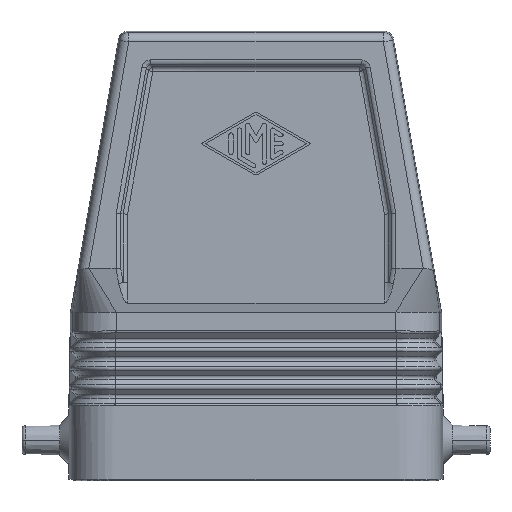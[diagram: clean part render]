
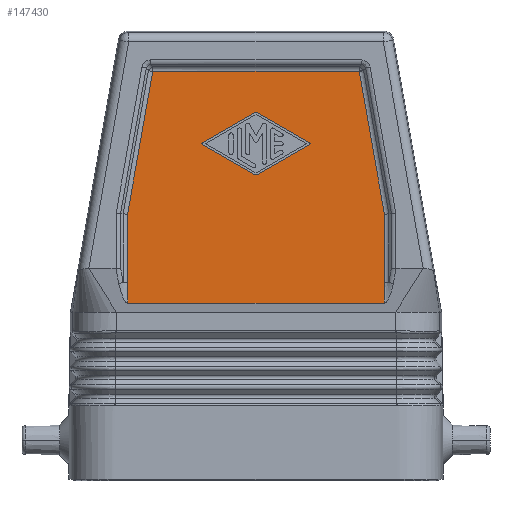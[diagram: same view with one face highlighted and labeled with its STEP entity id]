
A CAD part, front view. The second image highlights one B-rep face of the part: STEP entity #147430.
In plain terms, the highlighted face is planar.
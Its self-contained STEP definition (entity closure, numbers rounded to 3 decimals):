
#730=CARTESIAN_POINT('',(27.874,70.896,
31.792));
#740=VERTEX_POINT('',#730);
#770=CARTESIAN_POINT('',(27.874,70.896,
28.452));
#780=CARTESIAN_POINT('',(27.874,70.896,
29.009));
#790=CARTESIAN_POINT('',(27.874,70.896,
29.566));
#800=CARTESIAN_POINT('',(27.874,70.896,
30.122));
#810=CARTESIAN_POINT('',(27.874,70.896,
30.679));
#820=CARTESIAN_POINT('',(27.874,70.896,
31.235));
#830=CARTESIAN_POINT('',(27.874,70.896,
31.792));
#840=B_SPLINE_CURVE_WITH_KNOTS('',6,(#770,#780,#790,#800,#810,#820,#830)
,.UNSPECIFIED.,.F.,.F.,(7,7),(0.,1.),.UNSPECIFIED.);
#850=CARTESIAN_POINT('',(27.874,70.896,
28.452));
#860=VERTEX_POINT('',#850);
#870=EDGE_CURVE('',#860,#740,#840,.T.);
#35120=CARTESIAN_POINT('',(27.874,58.892,
54.145));
#35130=VERTEX_POINT('',#35120);
#35310=CARTESIAN_POINT('',(27.874,58.892,
53.855));
#35320=VERTEX_POINT('',#35310);
#35350=CARTESIAN_POINT('',(27.874,58.809,54.));
#35360=DIRECTION('',(-1.,0.,0.));
#35370=DIRECTION('',(0.,-1.,0.));
#35380=AXIS2_PLACEMENT_3D('',#35350,#35360,#35370);
#35390=CIRCLE('',#35380,0.167);
#35400=EDGE_CURVE('',#35130,#35320,#35390,.T.);
#50240=CARTESIAN_POINT('',(27.874,41.728,
53.855));
#50250=VERTEX_POINT('',#50240);
#50430=CARTESIAN_POINT('',(27.874,41.728,
54.145));
#50440=VERTEX_POINT('',#50430);
#50470=CARTESIAN_POINT('',(27.874,41.811,54.));
#50480=DIRECTION('',(-1.,0.,0.));
#50490=DIRECTION('',(0.,-1.,0.));
#50500=AXIS2_PLACEMENT_3D('',#50470,#50480,#50490);
#50510=CIRCLE('',#50500,0.167);
#50520=EDGE_CURVE('',#50250,#50440,#50510,.T.);
#56500=CARTESIAN_POINT('',(27.874,50.145,
49.044));
#56510=VERTEX_POINT('',#56500);
#56560=CARTESIAN_POINT('',(27.874,0.,77.707));
#56570=DIRECTION('',(0.,0.868,-0.496));
#56580=VECTOR('',#56570,1.);
#56590=LINE('',#56560,#56580);
#56600=EDGE_CURVE('',#50250,#56510,#56590,.T.);
#57220=CARTESIAN_POINT('',(27.874,50.475,
58.956));
#57230=VERTEX_POINT('',#57220);
#57280=CARTESIAN_POINT('',(27.874,0.,87.807));
#57290=DIRECTION('',(0.,-0.868,0.496));
#57300=VECTOR('',#57290,1.);
#57310=LINE('',#57280,#57300);
#57320=EDGE_CURVE('',#35130,#57230,#57310,.T.);
#61040=CARTESIAN_POINT('',(27.874,50.145,
58.956));
#61050=VERTEX_POINT('',#61040);
#61100=CARTESIAN_POINT('',(27.874,50.31,58.666));
#61110=DIRECTION('',(-1.,0.,0.));
#61120=DIRECTION('',(0.,-1.,0.));
#61130=AXIS2_PLACEMENT_3D('',#61100,#61110,#61120);
#61140=CIRCLE('',#61130,0.333);
#61150=EDGE_CURVE('',#61050,#57230,#61140,.T.);
#74640=CARTESIAN_POINT('',(27.874,0.,28.452));
#74650=DIRECTION('',(0.,1.,0.));
#74660=VECTOR('',#74650,1.);
#74670=LINE('',#74640,#74660);
#74680=CARTESIAN_POINT('',(27.874,29.724,
28.452));
#74690=VERTEX_POINT('',#74680);
#74700=EDGE_CURVE('',#74690,#860,#74670,.T.);
#79770=CARTESIAN_POINT('',(27.874,33.759,
65.586));
#79780=VERTEX_POINT('',#79770);
#79940=CARTESIAN_POINT('',(27.874,29.724,
42.701));
#79950=VERTEX_POINT('',#79940);
#79980=CARTESIAN_POINT('',(27.874,24.311,12.));
#79990=DIRECTION('',(0.,0.174,0.985));
#80000=VECTOR('',#79990,1.);
#80010=LINE('',#79980,#80000);
#80020=EDGE_CURVE('',#79950,#79780,#80010,.T.);
#80670=CARTESIAN_POINT('',(27.874,29.724,
31.792));
#80680=VERTEX_POINT('',#80670);
#80710=CARTESIAN_POINT('',(27.874,29.724,12.));
#80720=DIRECTION('',(0.,0.,1.));
#80730=VECTOR('',#80720,1.);
#80740=LINE('',#80710,#80730);
#80750=EDGE_CURVE('',#80680,#79950,#80740,.T.);
#91480=CARTESIAN_POINT('',(27.874,0.,30.293));
#91490=DIRECTION('',(0.,-0.868,-0.496));
#91500=VECTOR('',#91490,1.);
#91510=LINE('',#91480,#91500);
#91520=EDGE_CURVE('',#61050,#50440,#91510,.T.);
#110460=CARTESIAN_POINT('',(27.874,50.475,
49.044));
#110470=VERTEX_POINT('',#110460);
#110520=CARTESIAN_POINT('',(27.874,50.31,49.334));
#110530=DIRECTION('',(-1.,0.,0.));
#110540=DIRECTION('',(0.,-1.,0.));
#110550=AXIS2_PLACEMENT_3D('',#110520,#110530,#110540);
#110560=CIRCLE('',#110550,0.333);
#110570=EDGE_CURVE('',#110470,#56510,#110560,.T.);
#112370=CARTESIAN_POINT('',(27.874,66.861,
65.586));
#112380=VERTEX_POINT('',#112370);
#112500=CARTESIAN_POINT('',(27.874,0.,65.586));
#112510=DIRECTION('',(0.,-1.,0.));
#112520=VECTOR('',#112510,1.);
#112530=LINE('',#112500,#112520);
#112540=EDGE_CURVE('',#112380,#79780,#112530,.T.);
#124630=CARTESIAN_POINT('',(27.874,29.724,
31.792));
#124640=CARTESIAN_POINT('',(27.874,29.724,
31.235));
#124650=CARTESIAN_POINT('',(27.874,29.724,
30.679));
#124660=CARTESIAN_POINT('',(27.874,29.724,
30.122));
#124670=CARTESIAN_POINT('',(27.874,29.724,
29.566));
#124680=CARTESIAN_POINT('',(27.874,29.724,
29.009));
#124690=CARTESIAN_POINT('',(27.874,29.724,
28.452));
#124700=B_SPLINE_CURVE_WITH_KNOTS('',6,(#124630,#124640,#124650,#124660,
#124670,#124680,#124690),.UNSPECIFIED.,.F.,.F.,(7,7),(0.,1.),
.UNSPECIFIED.);
#124710=EDGE_CURVE('',#80680,#74690,#124700,.T.);
#134470=CARTESIAN_POINT('',(27.874,0.,20.193));
#134480=DIRECTION('',(0.,0.868,0.496));
#134490=VECTOR('',#134480,1.);
#134500=LINE('',#134470,#134490);
#134510=EDGE_CURVE('',#110470,#35320,#134500,.T.);
#146060=CARTESIAN_POINT('',(27.874,70.896,
42.701));
#146070=VERTEX_POINT('',#146060);
#146100=CARTESIAN_POINT('',(27.874,70.896,12.));
#146110=DIRECTION('',(0.,0.,1.));
#146120=VECTOR('',#146110,1.);
#146130=LINE('',#146100,#146120);
#146140=EDGE_CURVE('',#740,#146070,#146130,.T.);
#147130=CARTESIAN_POINT('',(27.874,64.361,
44.579));
#147140=DIRECTION('',(1.,0.,0.));
#147150=DIRECTION('',(0.,1.,0.));
#147160=AXIS2_PLACEMENT_3D('',#147130,#147140,#147150);
#147170=PLANE('',#147160);
#147180=ORIENTED_EDGE('',*,*,#35400,.F.);
#147190=ORIENTED_EDGE('',*,*,#134510,.T.);
#147200=ORIENTED_EDGE('',*,*,#110570,.F.);
#147210=ORIENTED_EDGE('',*,*,#56600,.T.);
#147220=ORIENTED_EDGE('',*,*,#50520,.F.);
#147230=ORIENTED_EDGE('',*,*,#91520,.T.);
#147240=ORIENTED_EDGE('',*,*,#61150,.F.);
#147250=ORIENTED_EDGE('',*,*,#57320,.T.);
#147260=EDGE_LOOP('',(#147250,#147240,#147230,#147220,#147210,#147200,
#147190,#147180));
#147270=FACE_BOUND('',#147260,.T.);
#147280=ORIENTED_EDGE('',*,*,#74700,.F.);
#147290=ORIENTED_EDGE('',*,*,#870,.F.);
#147300=ORIENTED_EDGE('',*,*,#146140,.F.);
#147310=CARTESIAN_POINT('',(27.874,76.309,12.));
#147320=DIRECTION('',(0.,-0.174,0.985));
#147330=VECTOR('',#147320,1.);
#147340=LINE('',#147310,#147330);
#147350=EDGE_CURVE('',#146070,#112380,#147340,.T.);
#147360=ORIENTED_EDGE('',*,*,#147350,.F.);
#147370=ORIENTED_EDGE('',*,*,#112540,.F.);
#147380=ORIENTED_EDGE('',*,*,#80020,.T.);
#147390=ORIENTED_EDGE('',*,*,#80750,.T.);
#147400=ORIENTED_EDGE('',*,*,#124710,.F.);
#147410=EDGE_LOOP('',(#147400,#147390,#147380,#147370,#147360,#147300,
#147290,#147280));
#147420=FACE_OUTER_BOUND('',#147410,.T.);
#147430=ADVANCED_FACE('',(#147270,#147420),#147170,.F.);
